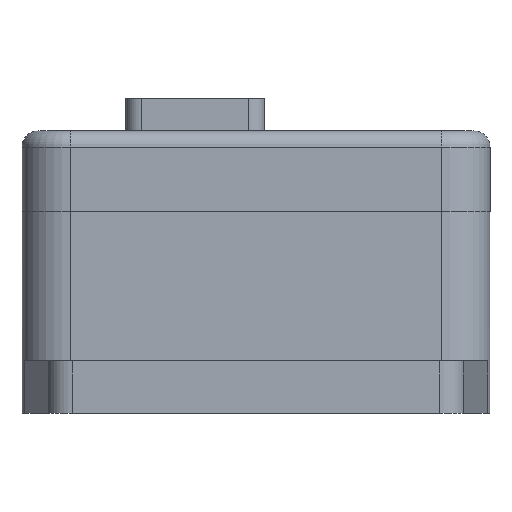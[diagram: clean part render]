
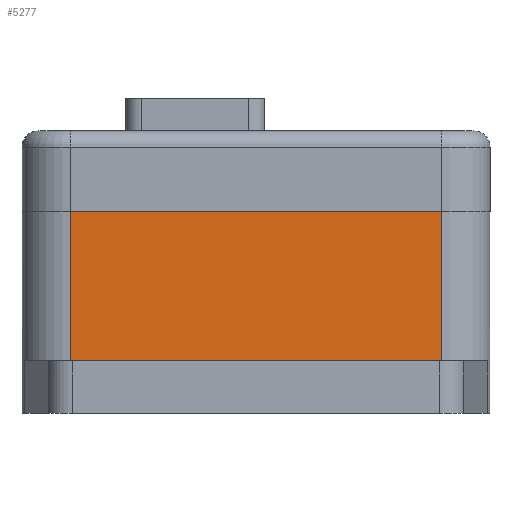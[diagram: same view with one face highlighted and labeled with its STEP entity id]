
A CAD part, left-side view. The second image highlights one B-rep face of the part: STEP entity #5277.
In plain terms, the highlighted planar face has unit normal (-1, 0, 0).
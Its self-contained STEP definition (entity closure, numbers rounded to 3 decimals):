
#213 = LINE ( 'NONE', #8883, #11371 ) ;
#221 = VERTEX_POINT ( 'NONE', #951 ) ;
#583 = VECTOR ( 'NONE', #3118, 1000. ) ;
#951 = CARTESIAN_POINT ( 'NONE',  ( -53.369, 41.919, 52.25 ) ) ;
#1131 = CARTESIAN_POINT ( 'NONE',  ( -53.369, 47.919, 70.75 ) ) ;
#1688 = EDGE_CURVE ( 'NONE', #6313, #3714, #213, .T. ) ;
#2521 = CARTESIAN_POINT ( 'NONE',  ( -53.369, -4.081, 52.25 ) ) ;
#3118 = DIRECTION ( 'NONE',  ( 0., 0., -1. ) ) ;
#3623 = EDGE_CURVE ( 'NONE', #221, #6313, #9463, .T. ) ;
#3711 = VERTEX_POINT ( 'NONE', #5729 ) ;
#3714 = VERTEX_POINT ( 'NONE', #10089 ) ;
#4004 = LINE ( 'NONE', #13915, #583 ) ;
#4328 = ORIENTED_EDGE ( 'NONE', *, *, #6599, .T. ) ;
#4553 = DIRECTION ( 'NONE',  ( 0., 0., 1. ) ) ;
#4791 = EDGE_CURVE ( 'NONE', #3711, #3714, #8073, .T. ) ;
#5277 = ADVANCED_FACE ( 'NONE', ( #5878 ), #8613, .F. ) ;
#5578 = ORIENTED_EDGE ( 'NONE', *, *, #1688, .T. ) ;
#5601 = DIRECTION ( 'NONE',  ( 0., -1., 0. ) ) ;
#5638 = EDGE_LOOP ( 'NONE', ( #4328, #6818, #5578, #12394 ) ) ;
#5729 = CARTESIAN_POINT ( 'NONE',  ( -53.369, 41.919, 70.75 ) ) ;
#5878 = FACE_OUTER_BOUND ( 'NONE', #5638, .T. ) ;
#6313 = VERTEX_POINT ( 'NONE', #2521 ) ;
#6490 = CARTESIAN_POINT ( 'NONE',  ( -53.369, 47.919, 70.75 ) ) ;
#6599 = EDGE_CURVE ( 'NONE', #3711, #221, #4004, .T. ) ;
#6606 = VECTOR ( 'NONE', #11874, 1000. ) ;
#6818 = ORIENTED_EDGE ( 'NONE', *, *, #3623, .T. ) ;
#7504 = DIRECTION ( 'NONE',  ( 0., 1., 0. ) ) ;
#8073 = LINE ( 'NONE', #6490, #9262 ) ;
#8613 = PLANE ( 'NONE',  #12006 ) ;
#8883 = CARTESIAN_POINT ( 'NONE',  ( -53.369, -4.081, 70.75 ) ) ;
#9262 = VECTOR ( 'NONE', #5601, 1000. ) ;
#9463 = LINE ( 'NONE', #10777, #6606 ) ;
#9584 = DIRECTION ( 'NONE',  ( 1., 0., 0. ) ) ;
#10089 = CARTESIAN_POINT ( 'NONE',  ( -53.369, -4.081, 70.75 ) ) ;
#10777 = CARTESIAN_POINT ( 'NONE',  ( -53.369, 47.919, 52.25 ) ) ;
#11371 = VECTOR ( 'NONE', #4553, 1000. ) ;
#11874 = DIRECTION ( 'NONE',  ( 0., -1., 0. ) ) ;
#12006 = AXIS2_PLACEMENT_3D ( 'NONE', #1131, #9584, #7504 ) ;
#12394 = ORIENTED_EDGE ( 'NONE', *, *, #4791, .F. ) ;
#13915 = CARTESIAN_POINT ( 'NONE',  ( -53.369, 41.919, 70.75 ) ) ;
